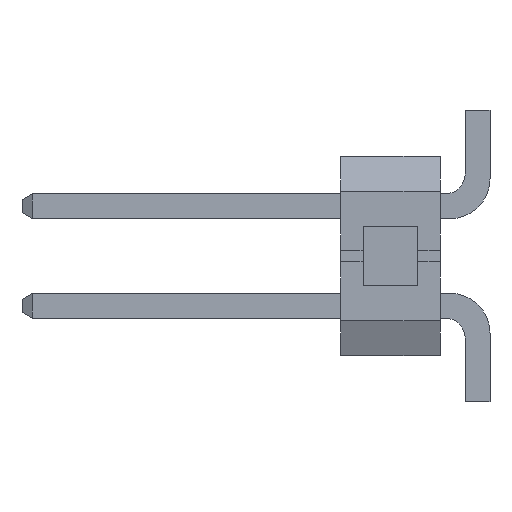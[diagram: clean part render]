
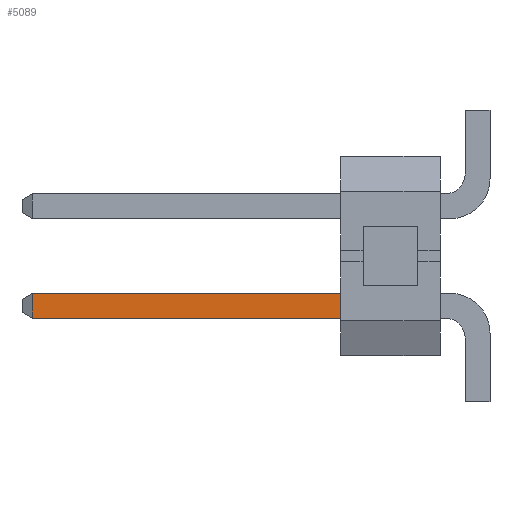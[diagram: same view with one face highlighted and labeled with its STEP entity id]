
A CAD part, left-side view. The second image highlights one B-rep face of the part: STEP entity #5089.
In plain terms, the highlighted planar face has unit normal (-1, 0, 0).
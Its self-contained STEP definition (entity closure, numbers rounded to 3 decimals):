
#49 = CARTESIAN_POINT ( 'NONE',  ( -5.397, 1.143, -2.857 ) ) ;
#318 = CARTESIAN_POINT ( 'NONE',  ( -5.397, 2.667, 0. ) ) ;
#489 = ORIENTED_EDGE ( 'NONE', *, *, #12348, .F. ) ;
#980 = DIRECTION ( 'NONE',  ( 0., 1., 0. ) ) ;
#1386 = PLANE ( 'NONE',  #9769 ) ;
#1617 = EDGE_CURVE ( 'NONE', #7735, #7841, #8561, .T. ) ;
#2874 = LINE ( 'NONE', #8059, #4493 ) ;
#2887 = EDGE_CURVE ( 'NONE', #10998, #7841, #4308, .T. ) ;
#3156 = VECTOR ( 'NONE', #980, 1000. ) ;
#4193 = EDGE_CURVE ( 'NONE', #11393, #7735, #12083, .T. ) ;
#4308 = LINE ( 'NONE', #5125, #5229 ) ;
#4493 = VECTOR ( 'NONE', #11960, 1000. ) ;
#5089 = ADVANCED_FACE ( 'NONE', ( #10274 ), #1386, .F. ) ;
#5125 = CARTESIAN_POINT ( 'NONE',  ( -5.397, 11.678, -3.239 ) ) ;
#5229 = VECTOR ( 'NONE', #11747, 1000. ) ;
#5657 = ORIENTED_EDGE ( 'NONE', *, *, #4193, .F. ) ;
#6530 = DIRECTION ( 'NONE',  ( 1., 0., 0. ) ) ;
#7031 = DIRECTION ( 'NONE',  ( 0., 0., -1. ) ) ;
#7166 = CARTESIAN_POINT ( 'NONE',  ( -5.397, 1.016, -3.239 ) ) ;
#7382 = CARTESIAN_POINT ( 'NONE',  ( -5.397, 2.667, -2.223 ) ) ;
#7735 = VERTEX_POINT ( 'NONE', #7899 ) ;
#7841 = VERTEX_POINT ( 'NONE', #10953 ) ;
#7861 = ORIENTED_EDGE ( 'NONE', *, *, #2887, .T. ) ;
#7899 = CARTESIAN_POINT ( 'NONE',  ( -5.397, 2.667, -2.857 ) ) ;
#8059 = CARTESIAN_POINT ( 'NONE',  ( -5.397, 11.938, -2.223 ) ) ;
#8452 = DIRECTION ( 'NONE',  ( 0., 0., -1. ) ) ;
#8561 = LINE ( 'NONE', #49, #3156 ) ;
#9566 = VECTOR ( 'NONE', #7031, 1000. ) ;
#9769 = AXIS2_PLACEMENT_3D ( 'NONE', #7166, #6530, #8452 ) ;
#10043 = EDGE_LOOP ( 'NONE', ( #489, #7861, #11265, #5657 ) ) ;
#10274 = FACE_OUTER_BOUND ( 'NONE', #10043, .T. ) ;
#10647 = CARTESIAN_POINT ( 'NONE',  ( -5.397, 11.678, -2.223 ) ) ;
#10953 = CARTESIAN_POINT ( 'NONE',  ( -5.397, 11.678, -2.857 ) ) ;
#10998 = VERTEX_POINT ( 'NONE', #10647 ) ;
#11265 = ORIENTED_EDGE ( 'NONE', *, *, #1617, .F. ) ;
#11393 = VERTEX_POINT ( 'NONE', #7382 ) ;
#11747 = DIRECTION ( 'NONE',  ( 0., 0., -1. ) ) ;
#11960 = DIRECTION ( 'NONE',  ( 0., -1., 0. ) ) ;
#12083 = LINE ( 'NONE', #318, #9566 ) ;
#12348 = EDGE_CURVE ( 'NONE', #10998, #11393, #2874, .T. ) ;
